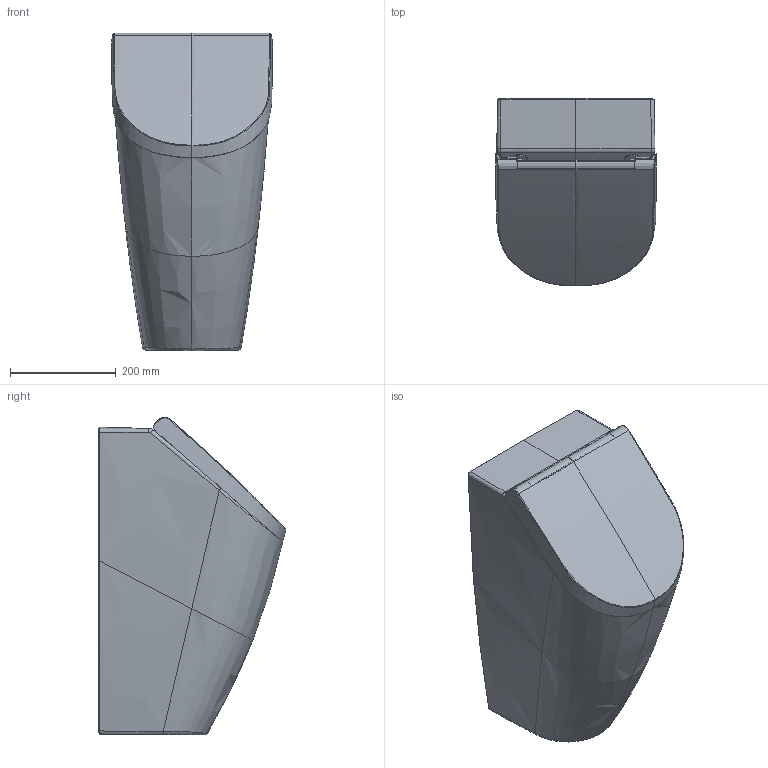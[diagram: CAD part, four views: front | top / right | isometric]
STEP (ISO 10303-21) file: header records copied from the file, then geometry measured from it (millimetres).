
FILE_DESCRIPTION(/* description */ (''),/* implementation_level */ '2;1');
FILE_NAME(/* name */ '281230',/* time_stamp */ '2019-02-19T13:20:10+01:00',/* author */ (''),/* organization */ (''),/* preprocessor_version */ 'ST-DEVELOPER v15',/* originating_system */ '',/* authorisation */ '');
FILE_SCHEMA (('AUTOMOTIVE_DESIGN'));
Products named in the file (1): Document
Bounding box: 304.96 x 355.22 x 601.29 mm (x, y, z)
Volume: 5802.9 mm3; surface area: 1316469.4 mm2
Topology: 6 solids, 19 shells, 1339 faces, 3303 edges, 1909 vertices
Faces by surface type: bspline 1339
Entity records: 224892 total; most frequent: CARTESIAN_POINT 183193, B_SPLINE_CURVE_WITH_KNOTS 9058, ORIENTED_EDGE 6364, PCURVE 6364, DEFINITIONAL_REPRESENTATION 6364, SURFACE_CURVE 3239, EDGE_CURVE 3239, VERTEX_POINT 1910
